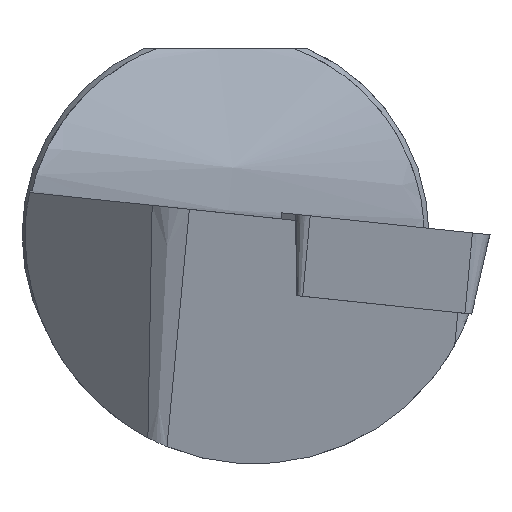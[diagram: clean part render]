
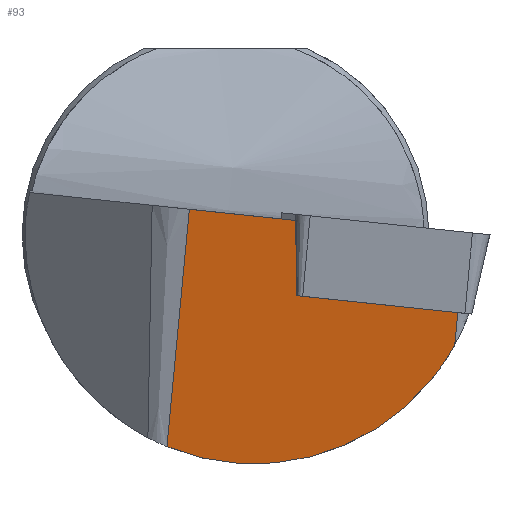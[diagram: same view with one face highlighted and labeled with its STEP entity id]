
A CAD part, left-side view. The second image highlights one B-rep face of the part: STEP entity #93.
In plain terms, the highlighted planar face has unit normal (-0.989, 0.098, -0.112).
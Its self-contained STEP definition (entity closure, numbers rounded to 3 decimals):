
#93=ADVANCED_FACE('',(#144),#127,.T.);
#127=PLANE('',#637);
#144=FACE_OUTER_BOUND('',#177,.T.);
#177=EDGE_LOOP('',(#240,#241,#242,#243,#244,#245));
#230=ELLIPSE('',#636,11.377,11.25);
#240=ORIENTED_EDGE('',*,*,#469,.F.);
#241=ORIENTED_EDGE('',*,*,#470,.F.);
#242=ORIENTED_EDGE('',*,*,#471,.T.);
#243=ORIENTED_EDGE('',*,*,#472,.T.);
#244=ORIENTED_EDGE('',*,*,#473,.F.);
#245=ORIENTED_EDGE('',*,*,#474,.F.);
#412=VERTEX_POINT('',#878);
#413=VERTEX_POINT('',#879);
#414=VERTEX_POINT('',#881);
#415=VERTEX_POINT('',#883);
#416=VERTEX_POINT('',#885);
#417=VERTEX_POINT('',#887);
#469=EDGE_CURVE('',#412,#413,#552,.T.);
#470=EDGE_CURVE('',#414,#412,#553,.T.);
#471=EDGE_CURVE('',#414,#415,#554,.T.);
#472=EDGE_CURVE('',#415,#416,#230,.T.);
#473=EDGE_CURVE('',#417,#416,#555,.T.);
#474=EDGE_CURVE('',#413,#417,#556,.T.);
#552=LINE('',#877,#594);
#553=LINE('',#880,#595);
#554=LINE('',#882,#596);
#555=LINE('',#886,#597);
#556=LINE('',#888,#598);
#594=VECTOR('',#702,1.);
#595=VECTOR('',#703,1.);
#596=VECTOR('',#704,1.);
#597=VECTOR('',#707,1.);
#598=VECTOR('',#708,1.);
#636=AXIS2_PLACEMENT_3D('',#884,#705,#706);
#637=AXIS2_PLACEMENT_3D('',#889,#709,#710);
#702=DIRECTION('',(0.112,-0.008,-0.994));
#703=DIRECTION('',(-0.087,-0.991,-0.104));
#704=DIRECTION('',(0.121,0.093,-0.988));
#705=DIRECTION('',(-0.989,0.098,-0.112));
#706=DIRECTION('',(0.149,0.652,-0.744));
#707=DIRECTION('',(0.121,0.093,-0.988));
#708=DIRECTION('',(-0.087,-0.991,-0.104));
#709=DIRECTION('',(-0.989,0.098,-0.112));
#710=DIRECTION('',(-0.113,0.,0.994));
#877=CARTESIAN_POINT('',(0.955,-3.495,0.161));
#878=CARTESIAN_POINT('',(0.894,-3.491,0.706));
#879=CARTESIAN_POINT('',(1.31,-3.521,-2.987));
#880=CARTESIAN_POINT('',(0.17,-11.762,-0.163));
#881=CARTESIAN_POINT('',(1.355,1.778,1.26));
#882=CARTESIAN_POINT('',(1.318,1.75,1.559));
#883=CARTESIAN_POINT('',(2.788,2.879,-10.405));
#884=CARTESIAN_POINT('',(1.182,-1.4,0.));
#885=CARTESIAN_POINT('',(0.814,-11.267,-5.404));
#886=CARTESIAN_POINT('',(0.133,-11.79,0.136));
#887=CARTESIAN_POINT('',(0.619,-11.417,-3.817));
#888=CARTESIAN_POINT('',(0.619,-11.417,-3.817));
#889=CARTESIAN_POINT('',(0.133,-11.79,0.136));
